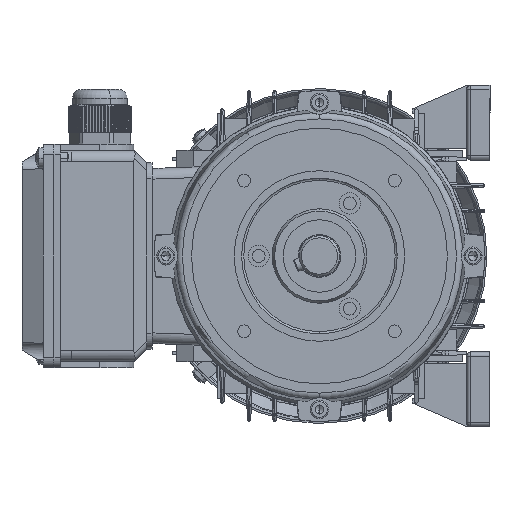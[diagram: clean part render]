
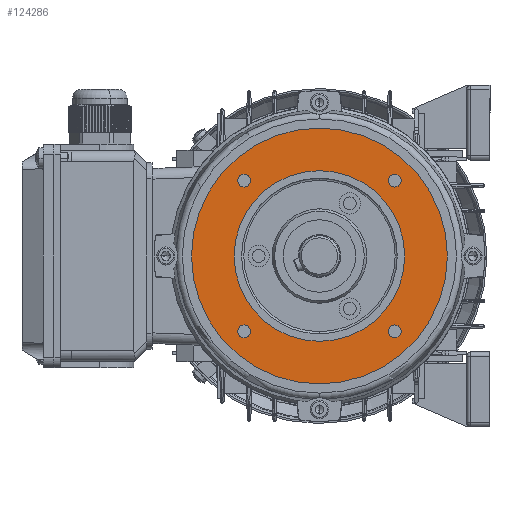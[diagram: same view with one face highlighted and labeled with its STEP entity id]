
A CAD part, left-side view. The second image highlights one B-rep face of the part: STEP entity #124286.
In plain terms, the highlighted planar face has unit normal (-1, 0, 0).
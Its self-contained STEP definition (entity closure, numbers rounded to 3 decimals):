
#205 = AXIS2_PLACEMENT_3D ( 'NONE', #110982, #7924, #120816 ) ;
#2104 = DIRECTION ( 'NONE',  ( 1., 0., 0. ) ) ;
#2295 = CARTESIAN_POINT ( 'NONE',  ( 3., 0., 60. ) ) ;
#4620 = ORIENTED_EDGE ( 'NONE', *, *, #17342, .T. ) ;
#4628 = ORIENTED_EDGE ( 'NONE', *, *, #12917, .T. ) ;
#4923 = VERTEX_POINT ( 'NONE', #113077 ) ;
#6754 = DIRECTION ( 'NONE',  ( 1., 0., 0. ) ) ;
#7557 = VERTEX_POINT ( 'NONE', #125423 ) ;
#7924 = DIRECTION ( 'NONE',  ( -1., 0., 0. ) ) ;
#8372 = ORIENTED_EDGE ( 'NONE', *, *, #81054, .T. ) ;
#8758 = EDGE_CURVE ( 'NONE', #7557, #64220, #97398, .T. ) ;
#8783 = EDGE_LOOP ( 'NONE', ( #16123, #59699 ) ) ;
#9706 = CARTESIAN_POINT ( 'NONE',  ( 3., 35.355, -32.355 ) ) ;
#9965 = VERTEX_POINT ( 'NONE', #41177 ) ;
#10841 = EDGE_CURVE ( 'NONE', #118761, #42200, #98667, .T. ) ;
#12597 = ORIENTED_EDGE ( 'NONE', *, *, #53375, .T. ) ;
#12893 = DIRECTION ( 'NONE',  ( 0., 0., -1. ) ) ;
#12917 = EDGE_CURVE ( 'NONE', #77682, #76731, #61466, .T. ) ;
#14643 = DIRECTION ( 'NONE',  ( 0., 0., -1. ) ) ;
#14953 = CARTESIAN_POINT ( 'NONE',  ( 3., -35.355, 35.355 ) ) ;
#16123 = ORIENTED_EDGE ( 'NONE', *, *, #73824, .F. ) ;
#17342 = EDGE_CURVE ( 'NONE', #42200, #118761, #123007, .T. ) ;
#18022 = EDGE_LOOP ( 'NONE', ( #18751, #4620 ) ) ;
#18751 = ORIENTED_EDGE ( 'NONE', *, *, #10841, .T. ) ;
#19615 = CARTESIAN_POINT ( 'NONE',  ( 3., 35.355, -35.355 ) ) ;
#22635 = DIRECTION ( 'NONE',  ( 0., 0., -1. ) ) ;
#23422 = AXIS2_PLACEMENT_3D ( 'NONE', #61461, #48567, #35700 ) ;
#25783 = DIRECTION ( 'NONE',  ( 1., 0., 0. ) ) ;
#27333 = EDGE_LOOP ( 'NONE', ( #8372, #12597 ) ) ;
#27558 = DIRECTION ( 'NONE',  ( 1., 0., 0. ) ) ;
#33439 = CIRCLE ( 'NONE', #23422, 40. ) ;
#33806 = PLANE ( 'NONE',  #48980 ) ;
#35386 = DIRECTION ( 'NONE',  ( 0., 0., -1. ) ) ;
#35555 = DIRECTION ( 'NONE',  ( 1., 0., 0. ) ) ;
#35700 = DIRECTION ( 'NONE',  ( 0., 0., 1. ) ) ;
#41177 = CARTESIAN_POINT ( 'NONE',  ( 3., 35.355, 32.355 ) ) ;
#42200 = VERTEX_POINT ( 'NONE', #9706 ) ;
#45779 = FACE_BOUND ( 'NONE', #27333, .T. ) ;
#48267 = DIRECTION ( 'NONE',  ( 1., 0., 0. ) ) ;
#48567 = DIRECTION ( 'NONE',  ( -1., 0., 0. ) ) ;
#48980 = AXIS2_PLACEMENT_3D ( 'NONE', #108064, #95210, #82347 ) ;
#49692 = EDGE_LOOP ( 'NONE', ( #52226, #4628 ) ) ;
#50451 = CIRCLE ( 'NONE', #86483, 3. ) ;
#50477 = DIRECTION ( 'NONE',  ( 0., 0., -1. ) ) ;
#50745 = ORIENTED_EDGE ( 'NONE', *, *, #81990, .T. ) ;
#52226 = ORIENTED_EDGE ( 'NONE', *, *, #122096, .T. ) ;
#52917 = AXIS2_PLACEMENT_3D ( 'NONE', #61166, #48267, #35386 ) ;
#53164 = EDGE_LOOP ( 'NONE', ( #90292, #54781 ) ) ;
#53375 = EDGE_CURVE ( 'NONE', #4923, #9965, #78762, .T. ) ;
#54753 = EDGE_CURVE ( 'NONE', #97326, #54813, #108565, .T. ) ;
#54781 = ORIENTED_EDGE ( 'NONE', *, *, #8758, .T. ) ;
#54813 = VERTEX_POINT ( 'NONE', #103743 ) ;
#55511 = FACE_BOUND ( 'NONE', #49692, .T. ) ;
#55643 = DIRECTION ( 'NONE',  ( 0., 0., 1. ) ) ;
#58740 = FACE_BOUND ( 'NONE', #106538, .T. ) ;
#59186 = AXIS2_PLACEMENT_3D ( 'NONE', #121680, #108803, #95958 ) ;
#59699 = ORIENTED_EDGE ( 'NONE', *, *, #71501, .F. ) ;
#59766 = DIRECTION ( 'NONE',  ( 0., 0., 1. ) ) ;
#61166 = CARTESIAN_POINT ( 'NONE',  ( 3., 35.355, -35.355 ) ) ;
#61461 = CARTESIAN_POINT ( 'NONE',  ( 3., 0., 0. ) ) ;
#61466 = CIRCLE ( 'NONE', #85891, 3. ) ;
#61644 = CARTESIAN_POINT ( 'NONE',  ( 3., -35.355, 38.355 ) ) ;
#63385 = DIRECTION ( 'NONE',  ( 1., 0., 0. ) ) ;
#64220 = VERTEX_POINT ( 'NONE', #2295 ) ;
#65241 = FACE_BOUND ( 'NONE', #18022, .T. ) ;
#66763 = AXIS2_PLACEMENT_3D ( 'NONE', #81441, #68507, #55643 ) ;
#66873 = AXIS2_PLACEMENT_3D ( 'NONE', #77365, #25783, #12893 ) ;
#68469 = FACE_BOUND ( 'NONE', #8783, .T. ) ;
#68507 = DIRECTION ( 'NONE',  ( -1., 0., 0. ) ) ;
#71501 = EDGE_CURVE ( 'NONE', #88989, #110611, #33439, .T. ) ;
#72642 = DIRECTION ( 'NONE',  ( -1., 0., 0. ) ) ;
#73824 = EDGE_CURVE ( 'NONE', #110611, #88989, #83315, .T. ) ;
#74993 = FACE_OUTER_BOUND ( 'NONE', #53164, .T. ) ;
#76274 = CARTESIAN_POINT ( 'NONE',  ( 3., -35.355, -35.355 ) ) ;
#76731 = VERTEX_POINT ( 'NONE', #122388 ) ;
#77365 = CARTESIAN_POINT ( 'NONE',  ( 3., 35.355, 35.355 ) ) ;
#77682 = VERTEX_POINT ( 'NONE', #61644 ) ;
#78762 = CIRCLE ( 'NONE', #59186, 3. ) ;
#79122 = CARTESIAN_POINT ( 'NONE',  ( 3., -35.355, 35.355 ) ) ;
#79722 = CARTESIAN_POINT ( 'NONE',  ( 3., 0., 40. ) ) ;
#80439 = AXIS2_PLACEMENT_3D ( 'NONE', #87122, #35555, #22635 ) ;
#81054 = EDGE_CURVE ( 'NONE', #9965, #4923, #88654, .T. ) ;
#81441 = CARTESIAN_POINT ( 'NONE',  ( 3., 0., 0. ) ) ;
#81990 = EDGE_CURVE ( 'NONE', #54813, #97326, #50451, .T. ) ;
#82347 = DIRECTION ( 'NONE',  ( 0., 0., -1. ) ) ;
#83315 = CIRCLE ( 'NONE', #66763, 40. ) ;
#85891 = AXIS2_PLACEMENT_3D ( 'NONE', #14953, #2104, #114997 ) ;
#86483 = AXIS2_PLACEMENT_3D ( 'NONE', #76274, #63385, #50477 ) ;
#87122 = CARTESIAN_POINT ( 'NONE',  ( 3., -35.355, -35.355 ) ) ;
#88654 = CIRCLE ( 'NONE', #66873, 3. ) ;
#88989 = VERTEX_POINT ( 'NONE', #101905 ) ;
#90292 = ORIENTED_EDGE ( 'NONE', *, *, #103855, .T. ) ;
#95210 = DIRECTION ( 'NONE',  ( 1., 0., 0. ) ) ;
#95958 = DIRECTION ( 'NONE',  ( 0., 0., -1. ) ) ;
#96429 = CIRCLE ( 'NONE', #205, 60. ) ;
#97326 = VERTEX_POINT ( 'NONE', #106920 ) ;
#97398 = CIRCLE ( 'NONE', #108694, 60. ) ;
#98667 = CIRCLE ( 'NONE', #116972, 3. ) ;
#99184 = CARTESIAN_POINT ( 'NONE',  ( 3., 35.355, -38.355 ) ) ;
#100251 = CIRCLE ( 'NONE', #117709, 3. ) ;
#101905 = CARTESIAN_POINT ( 'NONE',  ( 3., 0., -40. ) ) ;
#103743 = CARTESIAN_POINT ( 'NONE',  ( 3., -35.355, -32.355 ) ) ;
#103855 = EDGE_CURVE ( 'NONE', #64220, #7557, #96429, .T. ) ;
#106538 = EDGE_LOOP ( 'NONE', ( #118844, #50745 ) ) ;
#106920 = CARTESIAN_POINT ( 'NONE',  ( 3., -35.355, -38.355 ) ) ;
#108064 = CARTESIAN_POINT ( 'NONE',  ( 3., 40., 0. ) ) ;
#108565 = CIRCLE ( 'NONE', #80439, 3. ) ;
#108694 = AXIS2_PLACEMENT_3D ( 'NONE', #124144, #72642, #59766 ) ;
#108803 = DIRECTION ( 'NONE',  ( 1., 0., 0. ) ) ;
#110611 = VERTEX_POINT ( 'NONE', #79722 ) ;
#110982 = CARTESIAN_POINT ( 'NONE',  ( 3., 0., 0. ) ) ;
#113077 = CARTESIAN_POINT ( 'NONE',  ( 3., 35.355, 38.355 ) ) ;
#114997 = DIRECTION ( 'NONE',  ( 0., 0., -1. ) ) ;
#116972 = AXIS2_PLACEMENT_3D ( 'NONE', #19615, #6754, #119654 ) ;
#117709 = AXIS2_PLACEMENT_3D ( 'NONE', #79122, #27558, #14643 ) ;
#118761 = VERTEX_POINT ( 'NONE', #99184 ) ;
#118844 = ORIENTED_EDGE ( 'NONE', *, *, #54753, .T. ) ;
#119654 = DIRECTION ( 'NONE',  ( 0., 0., -1. ) ) ;
#120816 = DIRECTION ( 'NONE',  ( 0., 0., 1. ) ) ;
#121680 = CARTESIAN_POINT ( 'NONE',  ( 3., 35.355, 35.355 ) ) ;
#122096 = EDGE_CURVE ( 'NONE', #76731, #77682, #100251, .T. ) ;
#122388 = CARTESIAN_POINT ( 'NONE',  ( 3., -35.355, 32.355 ) ) ;
#123007 = CIRCLE ( 'NONE', #52917, 3. ) ;
#124144 = CARTESIAN_POINT ( 'NONE',  ( 3., 0., 0. ) ) ;
#124286 = ADVANCED_FACE ( 'NONE', ( #45779, #55511, #58740, #65241, #68469, #74993 ), #33806, .F. ) ;
#125423 = CARTESIAN_POINT ( 'NONE',  ( 3., 0., -60. ) ) ;
